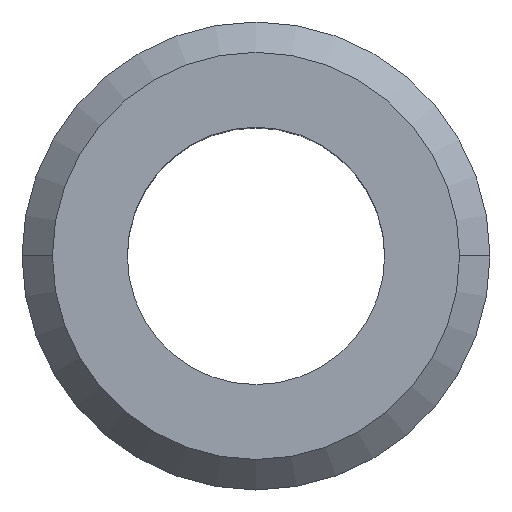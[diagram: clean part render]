
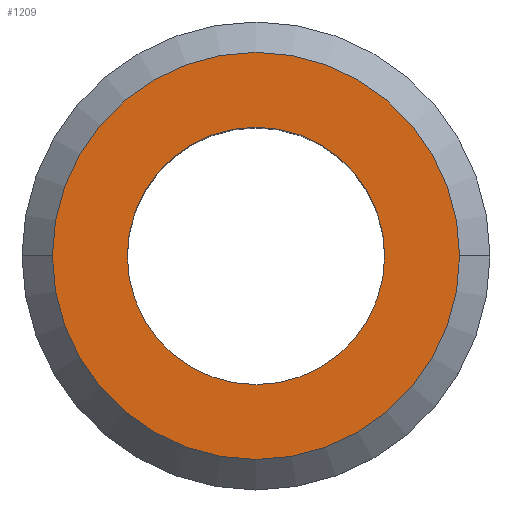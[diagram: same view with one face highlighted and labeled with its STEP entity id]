
A CAD part, top view. The second image highlights one B-rep face of the part: STEP entity #1209.
In plain terms, the highlighted planar face has unit normal (0, 0, 1).
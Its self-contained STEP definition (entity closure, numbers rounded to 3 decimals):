
#76 = CARTESIAN_POINT ( 'NONE',  ( 0., 0., 32.1 ) ) ;
#159 = CARTESIAN_POINT ( 'NONE',  ( -8.7, 0., 32.1 ) ) ;
#239 = EDGE_CURVE ( 'NONE', #1756, #4110, #2502, .T. ) ;
#481 = VERTEX_POINT ( 'NONE', #2139 ) ;
#613 = DIRECTION ( 'NONE',  ( 1., 0., 0. ) ) ;
#726 = FACE_BOUND ( 'NONE', #1873, .T. ) ;
#796 = CIRCLE ( 'NONE', #1001, 5.5 ) ;
#926 = CIRCLE ( 'NONE', #4070, 5.5 ) ;
#935 = CARTESIAN_POINT ( 'NONE',  ( 0., 0., 32.1 ) ) ;
#943 = EDGE_CURVE ( 'NONE', #4110, #1756, #3052, .T. ) ;
#1001 = AXIS2_PLACEMENT_3D ( 'NONE', #76, #1830, #3782 ) ;
#1006 = DIRECTION ( 'NONE',  ( 0., 0., 1. ) ) ;
#1052 = DIRECTION ( 'NONE',  ( 0., 0., 1. ) ) ;
#1087 = ORIENTED_EDGE ( 'NONE', *, *, #943, .T. ) ;
#1167 = AXIS2_PLACEMENT_3D ( 'NONE', #2116, #3094, #1447 ) ;
#1209 = ADVANCED_FACE ( 'NONE', ( #1642, #726 ), #1699, .T. ) ;
#1239 = AXIS2_PLACEMENT_3D ( 'NONE', #935, #2280, #613 ) ;
#1416 = CARTESIAN_POINT ( 'NONE',  ( 0., 0., 32.1 ) ) ;
#1440 = DIRECTION ( 'NONE',  ( 1., 0., 0. ) ) ;
#1447 = DIRECTION ( 'NONE',  ( 1., 0., 0. ) ) ;
#1642 = FACE_OUTER_BOUND ( 'NONE', #3230, .T. ) ;
#1697 = DIRECTION ( 'NONE',  ( 1., 0., 0. ) ) ;
#1699 = PLANE ( 'NONE',  #2710 ) ;
#1756 = VERTEX_POINT ( 'NONE', #159 ) ;
#1830 = DIRECTION ( 'NONE',  ( 0., 0., 1. ) ) ;
#1873 = EDGE_LOOP ( 'NONE', ( #2711, #2859 ) ) ;
#2116 = CARTESIAN_POINT ( 'NONE',  ( 0., 0., 32.1 ) ) ;
#2139 = CARTESIAN_POINT ( 'NONE',  ( 5.5, 0., 32.1 ) ) ;
#2280 = DIRECTION ( 'NONE',  ( 0., 0., 1. ) ) ;
#2452 = CARTESIAN_POINT ( 'NONE',  ( 0., 0., 32.1 ) ) ;
#2502 = CIRCLE ( 'NONE', #1239, 8.7 ) ;
#2710 = AXIS2_PLACEMENT_3D ( 'NONE', #2452, #1052, #1440 ) ;
#2711 = ORIENTED_EDGE ( 'NONE', *, *, #3701, .F. ) ;
#2859 = ORIENTED_EDGE ( 'NONE', *, *, #4263, .F. ) ;
#3052 = CIRCLE ( 'NONE', #1167, 8.7 ) ;
#3094 = DIRECTION ( 'NONE',  ( 0., 0., 1. ) ) ;
#3230 = EDGE_LOOP ( 'NONE', ( #4018, #1087 ) ) ;
#3407 = CARTESIAN_POINT ( 'NONE',  ( 8.7, 0., 32.1 ) ) ;
#3701 = EDGE_CURVE ( 'NONE', #481, #3862, #926, .T. ) ;
#3782 = DIRECTION ( 'NONE',  ( 1., 0., 0. ) ) ;
#3862 = VERTEX_POINT ( 'NONE', #4092 ) ;
#4018 = ORIENTED_EDGE ( 'NONE', *, *, #239, .T. ) ;
#4070 = AXIS2_PLACEMENT_3D ( 'NONE', #1416, #1006, #1697 ) ;
#4092 = CARTESIAN_POINT ( 'NONE',  ( -5.5, 0., 32.1 ) ) ;
#4110 = VERTEX_POINT ( 'NONE', #3407 ) ;
#4263 = EDGE_CURVE ( 'NONE', #3862, #481, #796, .T. ) ;
